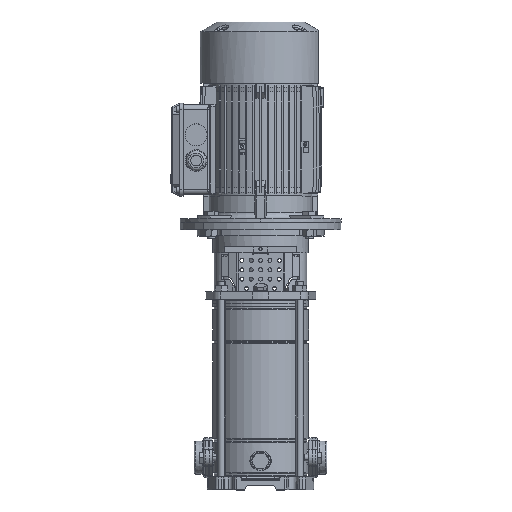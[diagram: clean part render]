
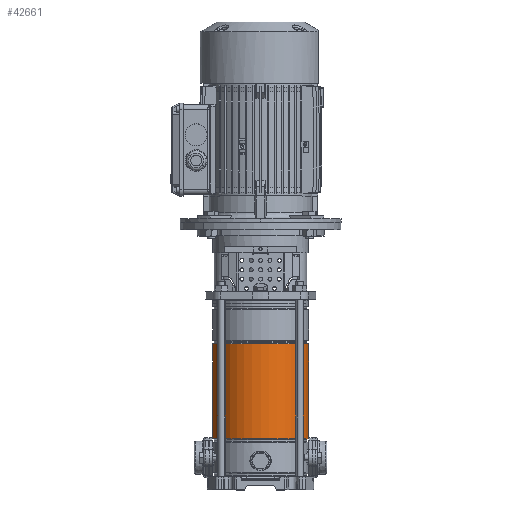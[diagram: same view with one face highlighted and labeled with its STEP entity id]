
A CAD part, top view. The second image highlights one B-rep face of the part: STEP entity #42661.
In plain terms, the highlighted cylindrical face has radius 74.4 mm (diameter 148.8 mm), a partial arc.
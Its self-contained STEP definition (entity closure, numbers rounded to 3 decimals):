
#904 = DIRECTION ( 'NONE',  ( 0., 0., -1. ) ) ;
#2002 = DIRECTION ( 'NONE',  ( 0., 0., -1. ) ) ;
#6819 = CARTESIAN_POINT ( 'NONE',  ( 0., 0., 214.664 ) ) ;
#8025 = DIRECTION ( 'NONE',  ( 0., 0., -1. ) ) ;
#8728 = VERTEX_POINT ( 'NONE', #77596 ) ;
#9915 = DIRECTION ( 'NONE',  ( -1., 0., 0. ) ) ;
#16189 = CARTESIAN_POINT ( 'NONE',  ( 0., 0., 0. ) ) ;
#17611 = ORIENTED_EDGE ( 'NONE', *, *, #49002, .T. ) ;
#20827 = VECTOR ( 'NONE', #2002, 1000. ) ;
#21693 = DIRECTION ( 'NONE',  ( 0., 0., -1. ) ) ;
#23005 = VERTEX_POINT ( 'NONE', #40104 ) ;
#24234 = ORIENTED_EDGE ( 'NONE', *, *, #52413, .F. ) ;
#24452 = DIRECTION ( 'NONE',  ( 0., 0., -1. ) ) ;
#25665 = DIRECTION ( 'NONE',  ( -1., 0., 0. ) ) ;
#28701 = VERTEX_POINT ( 'NONE', #55842 ) ;
#36432 = AXIS2_PLACEMENT_3D ( 'NONE', #6819, #904, #25665 ) ;
#39737 = FACE_OUTER_BOUND ( 'NONE', #64663, .T. ) ;
#40104 = CARTESIAN_POINT ( 'NONE',  ( -74.4, 0., 67.336 ) ) ;
#42661 = ADVANCED_FACE ( 'NONE', ( #39737 ), #69562, .T. ) ;
#44273 = CARTESIAN_POINT ( 'NONE',  ( 74.4, 0., 214.664 ) ) ;
#45290 = VECTOR ( 'NONE', #24452, 1000. ) ;
#45439 = CIRCLE ( 'NONE', #64192, 74.4 ) ;
#48019 = LINE ( 'NONE', #60534, #45290 ) ;
#49002 = EDGE_CURVE ( 'NONE', #59446, #28701, #50207, .T. ) ;
#49848 = ORIENTED_EDGE ( 'NONE', *, *, #74544, .F. ) ;
#50207 = CIRCLE ( 'NONE', #36432, 74.4 ) ;
#50307 = CARTESIAN_POINT ( 'NONE',  ( 74.4, 0., 0. ) ) ;
#52413 = EDGE_CURVE ( 'NONE', #8728, #23005, #45439, .T. ) ;
#53539 = ORIENTED_EDGE ( 'NONE', *, *, #68846, .T. ) ;
#55832 = LINE ( 'NONE', #50307, #20827 ) ;
#55842 = CARTESIAN_POINT ( 'NONE',  ( -74.4, 0., 214.664 ) ) ;
#55943 = DIRECTION ( 'NONE',  ( -1., 0., 0. ) ) ;
#59446 = VERTEX_POINT ( 'NONE', #44273 ) ;
#60534 = CARTESIAN_POINT ( 'NONE',  ( -74.4, 0., 0. ) ) ;
#62759 = AXIS2_PLACEMENT_3D ( 'NONE', #16189, #21693, #9915 ) ;
#64192 = AXIS2_PLACEMENT_3D ( 'NONE', #67288, #8025, #55943 ) ;
#64663 = EDGE_LOOP ( 'NONE', ( #49848, #17611, #53539, #24234 ) ) ;
#67288 = CARTESIAN_POINT ( 'NONE',  ( 0., 0., 67.336 ) ) ;
#68846 = EDGE_CURVE ( 'NONE', #28701, #23005, #48019, .T. ) ;
#69562 = CYLINDRICAL_SURFACE ( 'NONE', #62759, 74.4 ) ;
#74544 = EDGE_CURVE ( 'NONE', #59446, #8728, #55832, .T. ) ;
#77596 = CARTESIAN_POINT ( 'NONE',  ( 74.4, 0., 67.336 ) ) ;
